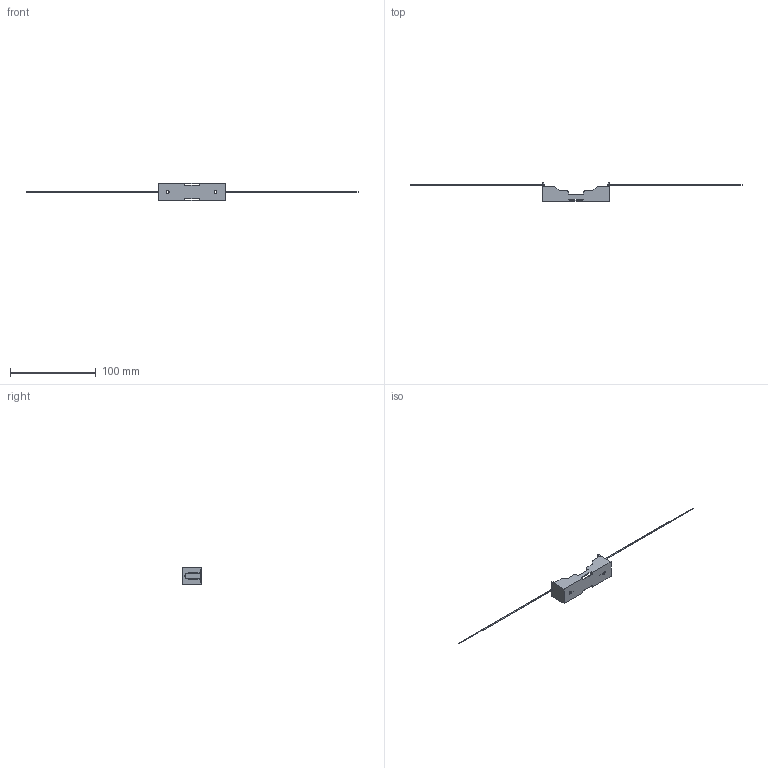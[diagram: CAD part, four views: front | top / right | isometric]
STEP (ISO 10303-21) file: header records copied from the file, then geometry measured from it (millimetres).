
FILE_DESCRIPTION (( 'STEP AP214' ), '1' );
FILE_NAME ('BH-18650-W.STEP', '2019-11-14T08:58:33', ( '' ), ( '' ), 'SwSTEP 2.0', 'SolidWorks 2017', '' );
FILE_SCHEMA (( 'AUTOMOTIVE_DESIGN' ));
Length unit declared in the file: millimetre
Products named in the file (1): BH-18650-W
Bounding box: 387.7 x 21.31 x 20.9 mm (x, y, z)
Volume: 5234 mm3; surface area: 11693 mm2
Topology: 7 solids, 7 shells, 168 faces, 446 edges, 296 vertices
Faces by surface type: plane 116, cylinder 48, torus 4
Entity records: 5384 total; most frequent: CARTESIAN_POINT 979, ORIENTED_EDGE 892, DIRECTION 886, EDGE_CURVE 446, LINE 336, VECTOR 336, VERTEX_POINT 296, AXIS2_PLACEMENT_3D 275
